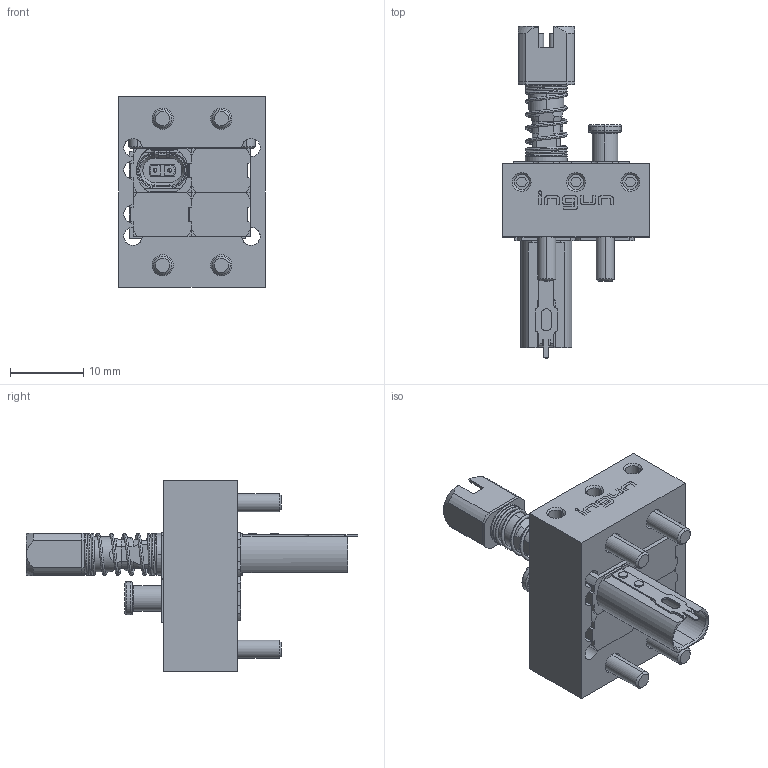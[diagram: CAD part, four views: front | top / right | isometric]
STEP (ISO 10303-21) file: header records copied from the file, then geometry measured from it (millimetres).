
FILE_DESCRIPTION (( 'STEP AP203' ), '1' );
FILE_NAME ('INGUN_BKS-802_HMTD-4-3VS.STEP', '2025-11-20T09:26:47', ( '' ), ( '' ), 'SwSTEP 2.0', 'SolidWorks 2023', '' );
FILE_SCHEMA (( 'CONFIG_CONTROL_DESIGN' ));
Length unit declared in the file: millimetre
Products named in the file (1): INGUN_BKS-802_HMTD-4-3VS
Bounding box: 20 x 45.3 x 26 mm (x, y, z)
Volume: 5734.1 mm3; surface area: 5684.4 mm2
Topology: 1 solids, 1 shells, 709 faces, 1853 edges, 1172 vertices
Faces by surface type: plane 340, cylinder 269, cone 72, torus 18, bspline 6, sphere 4
Entity records: 24652 total; most frequent: CARTESIAN_POINT 6857, DIRECTION 3797, ORIENTED_EDGE 3690, EDGE_CURVE 1845, AXIS2_PLACEMENT_3D 1352, VERTEX_POINT 1168, VECTOR 1093, LINE 1093
